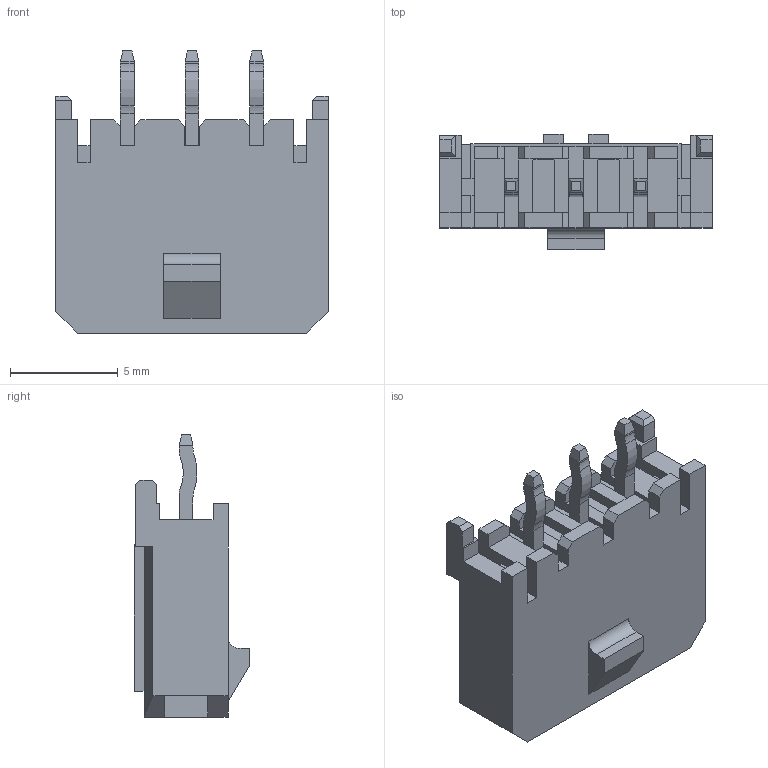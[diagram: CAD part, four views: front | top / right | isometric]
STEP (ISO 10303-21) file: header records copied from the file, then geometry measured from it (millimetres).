
FILE_DESCRIPTION((''),'2;1');
FILE_NAME('FWF30004-3P','2019-01-08T',('gongcheng6'),(''),'PRO/ENGINEER BY PARAMETRIC TECHNOLOGY CORPORATION, 2010280','PRO/ENGINEER BY PARAMETRIC TECHNOLOGY CORPORATION, 2010280','');
FILE_SCHEMA(('CONFIG_CONTROL_DESIGN'));
Length unit declared in the file: millimetre
Products named in the file (1): FWF30004-3P
Bounding box: 12.65 x 5.35 x 13.1 mm (x, y, z)
Volume: 293.9 mm3; surface area: 871.8 mm2
Topology: 1 solids, 1 shells, 231 faces, 613 edges, 394 vertices
Faces by surface type: plane 212, cylinder 19
Entity records: 7031 total; most frequent: CARTESIAN_POINT 1238, ORIENTED_EDGE 1226, DIRECTION 1113, EDGE_CURVE 613, VECTOR 575, LINE 575, VERTEX_POINT 394, AXIS2_PLACEMENT_3D 269
